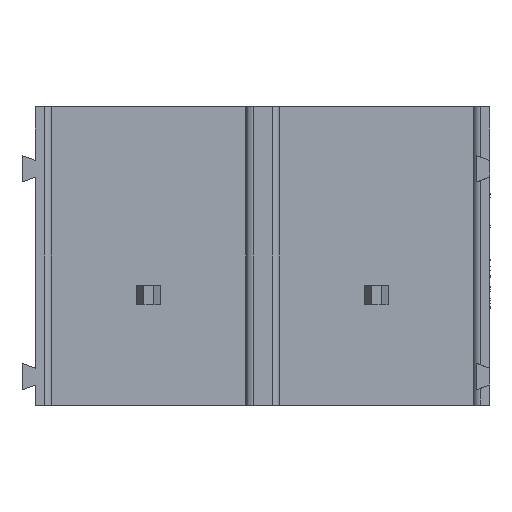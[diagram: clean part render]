
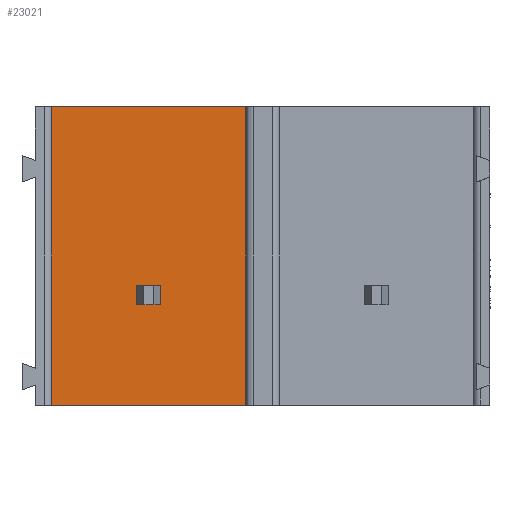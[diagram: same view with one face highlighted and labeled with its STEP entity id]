
A CAD part, front view. The second image highlights one B-rep face of the part: STEP entity #23021.
In plain terms, the highlighted planar face has unit normal (0, -1, 0).
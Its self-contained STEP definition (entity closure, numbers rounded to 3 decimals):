
#139 = CARTESIAN_POINT ( 'NONE',  ( 4.26, 0.9, 4.2 ) ) ;
#387 = ORIENTED_EDGE ( 'NONE', *, *, #6164, .F. ) ;
#1346 = VERTEX_POINT ( 'NONE', #6043 ) ;
#1665 = CARTESIAN_POINT ( 'NONE',  ( 0.7, 0.9, 0. ) ) ;
#2430 = ORIENTED_EDGE ( 'NONE', *, *, #14222, .F. ) ;
#2577 = ORIENTED_EDGE ( 'NONE', *, *, #6208, .F. ) ;
#2706 = EDGE_LOOP ( 'NONE', ( #5522, #2577, #387, #11247 ) ) ;
#3029 = PLANE ( 'NONE',  #5722 ) ;
#3379 = CARTESIAN_POINT ( 'NONE',  ( 5.26, 0.9, 4.2 ) ) ;
#3530 = LINE ( 'NONE', #7261, #8462 ) ;
#4528 = EDGE_LOOP ( 'NONE', ( #12275, #2430, #8865, #8330 ) ) ;
#4752 = FACE_BOUND ( 'NONE', #2706, .T. ) ;
#4906 = EDGE_CURVE ( 'NONE', #18906, #23364, #18196, .T. ) ;
#4947 = CARTESIAN_POINT ( 'NONE',  ( 0.7, 0.9, 0. ) ) ;
#5522 = ORIENTED_EDGE ( 'NONE', *, *, #11016, .F. ) ;
#5722 = AXIS2_PLACEMENT_3D ( 'NONE', #16213, #18513, #20506 ) ;
#6043 = CARTESIAN_POINT ( 'NONE',  ( 0.7, 0.9, 0. ) ) ;
#6164 = EDGE_CURVE ( 'NONE', #23364, #9826, #15527, .T. ) ;
#6208 = EDGE_CURVE ( 'NONE', #9826, #14938, #19572, .T. ) ;
#6992 = LINE ( 'NONE', #4947, #20101 ) ;
#7261 = CARTESIAN_POINT ( 'NONE',  ( 8.82, 0.9, 0. ) ) ;
#8330 = ORIENTED_EDGE ( 'NONE', *, *, #13222, .T. ) ;
#8462 = VECTOR ( 'NONE', #14075, 1000. ) ;
#8541 = DIRECTION ( 'NONE',  ( -1., 0., 0. ) ) ;
#8826 = DIRECTION ( 'NONE',  ( 0., 0., 1. ) ) ;
#8865 = ORIENTED_EDGE ( 'NONE', *, *, #12685, .F. ) ;
#9358 = VECTOR ( 'NONE', #10453, 1000. ) ;
#9446 = DIRECTION ( 'NONE',  ( 0., 0., -1. ) ) ;
#9658 = CARTESIAN_POINT ( 'NONE',  ( 4.26, 0.9, 4.2 ) ) ;
#9750 = LINE ( 'NONE', #20877, #25665 ) ;
#9826 = VERTEX_POINT ( 'NONE', #20086 ) ;
#9890 = VERTEX_POINT ( 'NONE', #14745 ) ;
#10453 = DIRECTION ( 'NONE',  ( -1., 0., 0. ) ) ;
#11016 = EDGE_CURVE ( 'NONE', #14938, #18906, #9750, .T. ) ;
#11247 = ORIENTED_EDGE ( 'NONE', *, *, #4906, .F. ) ;
#11713 = CARTESIAN_POINT ( 'NONE',  ( 8.82, 0.9, 12.5 ) ) ;
#11960 = DIRECTION ( 'NONE',  ( 1., 0., 0. ) ) ;
#12275 = ORIENTED_EDGE ( 'NONE', *, *, #17135, .T. ) ;
#12508 = CARTESIAN_POINT ( 'NONE',  ( 4.26, 0.9, 5. ) ) ;
#12685 = EDGE_CURVE ( 'NONE', #17467, #1346, #17552, .T. ) ;
#13222 = EDGE_CURVE ( 'NONE', #17467, #23447, #3530, .T. ) ;
#14075 = DIRECTION ( 'NONE',  ( 0., 0., 1. ) ) ;
#14222 = EDGE_CURVE ( 'NONE', #1346, #9890, #6992, .T. ) ;
#14745 = CARTESIAN_POINT ( 'NONE',  ( 0.7, 0.9, 12.5 ) ) ;
#14938 = VERTEX_POINT ( 'NONE', #12508 ) ;
#15527 = LINE ( 'NONE', #15806, #26738 ) ;
#15806 = CARTESIAN_POINT ( 'NONE',  ( 5.26, 0.9, 5. ) ) ;
#16213 = CARTESIAN_POINT ( 'NONE',  ( 0.7, 0.9, 0. ) ) ;
#17135 = EDGE_CURVE ( 'NONE', #23447, #9890, #25427, .T. ) ;
#17467 = VERTEX_POINT ( 'NONE', #27373 ) ;
#17552 = LINE ( 'NONE', #1665, #9358 ) ;
#18048 = VECTOR ( 'NONE', #20541, 1000. ) ;
#18113 = VECTOR ( 'NONE', #8541, 1000. ) ;
#18196 = LINE ( 'NONE', #9658, #27825 ) ;
#18513 = DIRECTION ( 'NONE',  ( 0., 1., 0. ) ) ;
#18654 = FACE_OUTER_BOUND ( 'NONE', #4528, .T. ) ;
#18906 = VERTEX_POINT ( 'NONE', #139 ) ;
#19572 = LINE ( 'NONE', #28308, #18113 ) ;
#20086 = CARTESIAN_POINT ( 'NONE',  ( 5.26, 0.9, 5. ) ) ;
#20101 = VECTOR ( 'NONE', #24883, 1000. ) ;
#20506 = DIRECTION ( 'NONE',  ( -1., 0., 0. ) ) ;
#20541 = DIRECTION ( 'NONE',  ( -1., 0., 0. ) ) ;
#20877 = CARTESIAN_POINT ( 'NONE',  ( 4.26, 0.9, 5. ) ) ;
#23021 = ADVANCED_FACE ( 'NONE', ( #4752, #18654 ), #3029, .F. ) ;
#23364 = VERTEX_POINT ( 'NONE', #3379 ) ;
#23447 = VERTEX_POINT ( 'NONE', #11713 ) ;
#24883 = DIRECTION ( 'NONE',  ( 0., 0., 1. ) ) ;
#25427 = LINE ( 'NONE', #27267, #18048 ) ;
#25665 = VECTOR ( 'NONE', #9446, 1000. ) ;
#26738 = VECTOR ( 'NONE', #8826, 1000. ) ;
#27267 = CARTESIAN_POINT ( 'NONE',  ( 0.7, 0.9, 12.5 ) ) ;
#27373 = CARTESIAN_POINT ( 'NONE',  ( 8.82, 0.9, 0. ) ) ;
#27825 = VECTOR ( 'NONE', #11960, 1000. ) ;
#28308 = CARTESIAN_POINT ( 'NONE',  ( 4.26, 0.9, 5. ) ) ;
